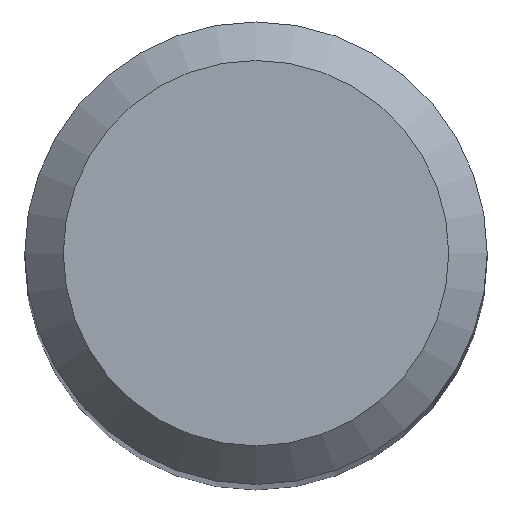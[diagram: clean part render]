
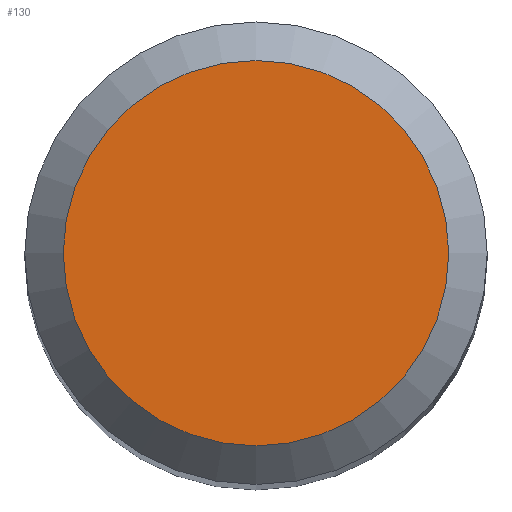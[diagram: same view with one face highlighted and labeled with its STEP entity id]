
A CAD part, top view. The second image highlights one B-rep face of the part: STEP entity #130.
In plain terms, the highlighted planar face has unit normal (0, 0, 1).
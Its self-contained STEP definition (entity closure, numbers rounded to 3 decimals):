
#114=PLANE('',#273);
#116=FACE_OUTER_BOUND('',#180,.T.);
#130=ADVANCED_FACE('',(#116),#114,.T.);
#180=EDGE_LOOP('',(#206));
#206=ORIENTED_EDGE('',*,*,#239,.T.);
#226=VERTEX_POINT('',#362);
#239=EDGE_CURVE('',#226,#226,#252,.T.);
#252=CIRCLE('',#271,2.5);
#271=AXIS2_PLACEMENT_3D('',#361,#311,#312);
#273=AXIS2_PLACEMENT_3D('',#364,#315,#316);
#311=DIRECTION('',(0.,0.,1.));
#312=DIRECTION('',(1.,0.,0.));
#315=DIRECTION('',(0.,0.,1.));
#316=DIRECTION('',(1.,0.,0.));
#361=CARTESIAN_POINT('',(0.,0.,0.));
#362=CARTESIAN_POINT('',(2.5,0.,0.));
#364=CARTESIAN_POINT('',(0.,0.,0.));
